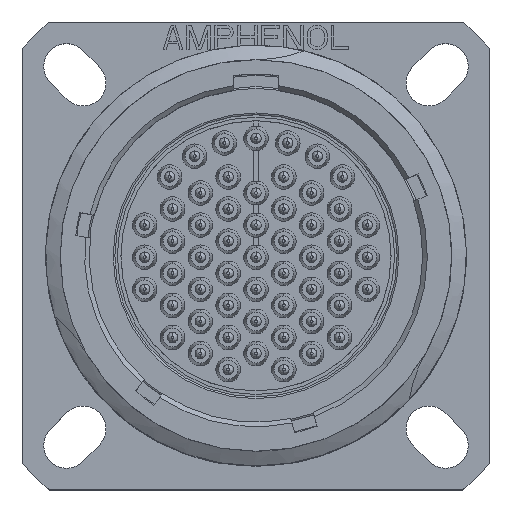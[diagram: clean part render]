
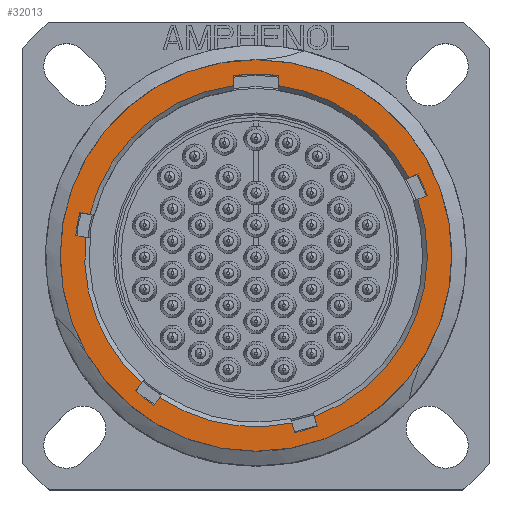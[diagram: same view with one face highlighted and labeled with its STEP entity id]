
A CAD part, top view. The second image highlights one B-rep face of the part: STEP entity #32013.
In plain terms, the highlighted planar face has unit normal (0, 0, 1).
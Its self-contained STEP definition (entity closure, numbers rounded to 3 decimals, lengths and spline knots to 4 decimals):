
#1=CARTESIAN_POINT('',(0.,0.,0.8175));
#2=DIRECTION('',(0.,0.,1.));
#3=DIRECTION('',(0.,1.,0.));
#4=AXIS2_PLACEMENT_3D('',#1,#2,#3);
#6=CARTESIAN_POINT('',(0.,0.,0.8175));
#7=DIRECTION('',(0.,0.,-1.));
#8=DIRECTION('',(0.,1.,0.));
#9=AXIS2_PLACEMENT_3D('',#6,#7,#8);
#11=DIRECTION('',(0.921,0.391,0.));
#12=VECTOR('',#11,0.0281);
#13=CARTESIAN_POINT('',(0.4282,0.2174,0.8175));
#14=LINE('',#13,#12);
#15=DIRECTION('',(0.,-1.,0.));
#16=VECTOR('',#15,0.0282);
#17=CARTESIAN_POINT('',(0.063,0.5043,0.8175));
#18=LINE('',#17,#16);
#19=CARTESIAN_POINT('',(0.,0.,0.8175));
#20=DIRECTION('',(0.,0.,-1.));
#21=DIRECTION('',(-0.124,0.992,0.));
#22=AXIS2_PLACEMENT_3D('',#19,#20,#21);
#24=DIRECTION('',(0.,1.,0.));
#25=VECTOR('',#24,0.0282);
#26=CARTESIAN_POINT('',(-0.063,0.4761,0.8175));
#27=LINE('',#26,#25);
#28=DIRECTION('',(0.985,-0.174,0.));
#29=VECTOR('',#28,0.0281);
#30=CARTESIAN_POINT('',(-0.4938,0.1203,0.8175));
#31=LINE('',#30,#29);
#32=CARTESIAN_POINT('',(0.,0.,0.8175));
#33=DIRECTION('',(0.,0.,-1.));
#34=DIRECTION('',(-0.994,0.11,0.));
#35=AXIS2_PLACEMENT_3D('',#32,#33,#34);
#37=DIRECTION('',(-0.985,0.174,0.));
#38=VECTOR('',#37,0.0281);
#39=CARTESIAN_POINT('',(-0.4775,0.0509,0.8175));
#40=LINE('',#39,#38);
#41=DIRECTION('',(0.616,0.788,0.));
#42=VECTOR('',#41,0.0281);
#43=CARTESIAN_POINT('',(-0.3381,-0.3795,0.8175));
#44=LINE('',#43,#42);
#45=CARTESIAN_POINT('',(0.,0.,0.8175));
#46=DIRECTION('',(0.,0.,-1.));
#47=DIRECTION('',(-0.564,-0.826,0.));
#48=AXIS2_PLACEMENT_3D('',#45,#46,#47);
#50=DIRECTION('',(-0.616,-0.788,0.));
#51=VECTOR('',#50,0.0281);
#52=CARTESIAN_POINT('',(-0.2692,-0.3977,0.8175));
#53=LINE('',#52,#51);
#54=DIRECTION('',(-0.276,0.961,0.));
#55=VECTOR('',#54,0.0281);
#56=CARTESIAN_POINT('',(0.1083,-0.4966,0.8175));
#57=LINE('',#56,#55);
#58=CARTESIAN_POINT('',(0.,0.,0.8175));
#59=DIRECTION('',(0.,0.,-1.));
#60=DIRECTION('',(0.337,-0.942,0.));
#61=AXIS2_PLACEMENT_3D('',#58,#59,#60);
#63=DIRECTION('',(0.276,-0.961,0.));
#64=VECTOR('',#63,0.0281);
#65=CARTESIAN_POINT('',(0.1635,-0.4515,0.8175));
#66=LINE('',#65,#64);
#67=DIRECTION('',(-0.921,-0.391,0.));
#68=VECTOR('',#67,0.0281);
#69=CARTESIAN_POINT('',(0.4797,0.168,0.8175));
#70=LINE('',#69,#68);
#71=CARTESIAN_POINT('',(0.,0.,0.8175));
#72=DIRECTION('',(0.,0.,-1.));
#73=DIRECTION('',(0.893,0.449,0.));
#74=AXIS2_PLACEMENT_3D('',#71,#72,#73);
#20416=CARTESIAN_POINT('',(0.,0.,0.8175));
#20417=DIRECTION('',(0.,0.,-1.));
#20418=DIRECTION('',(0.945,0.327,0.));
#20419=AXIS2_PLACEMENT_3D('',#20416,#20417,#20418);
#20470=CARTESIAN_POINT('',(0.,0.,0.8175));
#20471=DIRECTION('',(0.,0.,-1.));
#20472=DIRECTION('',(0.209,-0.978,0.));
#20473=AXIS2_PLACEMENT_3D('',#20470,#20471,#20472);
#20524=CARTESIAN_POINT('',(0.,0.,0.8175));
#20525=DIRECTION('',(0.,0.,-1.));
#20526=DIRECTION('',(-0.668,-0.744,0.));
#20527=AXIS2_PLACEMENT_3D('',#20524,#20525,#20526);
#20578=CARTESIAN_POINT('',(0.,0.,0.8175));
#20579=DIRECTION('',(0.,0.,-1.));
#20580=DIRECTION('',(-0.971,0.24,0.));
#20581=AXIS2_PLACEMENT_3D('',#20578,#20579,#20580);
#20637=CARTESIAN_POINT('',(0.,0.,0.8175));
#20638=DIRECTION('',(0.,0.,-1.));
#20639=DIRECTION('',(0.131,0.991,0.));
#20640=AXIS2_PLACEMENT_3D('',#20637,#20638,#20639);
#26981=CARTESIAN_POINT('',(-0.063,0.5043,0.8175));
#26983=VERTEX_POINT('',#26981);
#26985=CARTESIAN_POINT('',(0.063,0.5043,0.8175));
#26987=VERTEX_POINT('',#26985);
#26989=CARTESIAN_POINT('',(-0.5052,0.0558,0.8175));
#26991=VERTEX_POINT('',#26989);
#26992=CARTESIAN_POINT('',(-0.4938,0.1203,0.8175));
#26994=VERTEX_POINT('',#26992);
#26997=CARTESIAN_POINT('',(-0.2865,-0.4198,0.8175));
#26999=VERTEX_POINT('',#26997);
#27000=CARTESIAN_POINT('',(-0.3381,-0.3795,0.8175));
#27002=VERTEX_POINT('',#27000);
#27005=CARTESIAN_POINT('',(0.1713,-0.4785,0.8175));
#27007=VERTEX_POINT('',#27005);
#27008=CARTESIAN_POINT('',(0.1083,-0.4966,0.8175));
#27010=VERTEX_POINT('',#27008);
#27013=CARTESIAN_POINT('',(0.4541,0.2283,0.8175));
#27015=VERTEX_POINT('',#27013);
#27016=CARTESIAN_POINT('',(0.4797,0.168,0.8175));
#27018=VERTEX_POINT('',#27016);
#27223=CARTESIAN_POINT('',(-0.063,0.4761,0.8175));
#27224=VERTEX_POINT('',#27223);
#27225=CARTESIAN_POINT('',(0.063,0.4761,0.8175));
#27226=VERTEX_POINT('',#27225);
#27235=CARTESIAN_POINT('',(-0.4775,0.0509,0.8175));
#27236=VERTEX_POINT('',#27235);
#27237=CARTESIAN_POINT('',(-0.4662,0.1155,0.8175));
#27238=VERTEX_POINT('',#27237);
#27247=CARTESIAN_POINT('',(-0.2692,-0.3977,0.8175));
#27248=VERTEX_POINT('',#27247);
#27249=CARTESIAN_POINT('',(-0.3208,-0.3574,0.8175));
#27250=VERTEX_POINT('',#27249);
#27259=CARTESIAN_POINT('',(0.1635,-0.4515,0.8175));
#27260=VERTEX_POINT('',#27259);
#27261=CARTESIAN_POINT('',(0.1006,-0.4696,0.8175));
#27262=VERTEX_POINT('',#27261);
#27271=CARTESIAN_POINT('',(0.4282,0.2174,0.8175));
#27272=VERTEX_POINT('',#27271);
#27273=CARTESIAN_POINT('',(0.4538,0.1571,0.8175));
#27274=VERTEX_POINT('',#27273);
#27563=CARTESIAN_POINT('',(0.,-0.5488,0.8175));
#27564=VERTEX_POINT('',#27563);
#27869=CARTESIAN_POINT('',(0.,0.5488,0.8175));
#27870=VERTEX_POINT('',#27869);
#31960=CARTESIAN_POINT('',(0.,0.,0.8175));
#31961=DIRECTION('',(0.,0.,-1.));
#31962=DIRECTION('',(0.,-1.,0.));
#31963=AXIS2_PLACEMENT_3D('',#31960,#31961,#31962);
#31964=PLANE('',#31963);
#31966=ORIENTED_EDGE('',*,*,#31965,.F.);
#31968=ORIENTED_EDGE('',*,*,#31967,.T.);
#31969=EDGE_LOOP('',(#31966,#31968));
#31970=FACE_OUTER_BOUND('',#31969,.F.);
#31972=ORIENTED_EDGE('',*,*,#31971,.F.);
#31974=ORIENTED_EDGE('',*,*,#31973,.F.);
#31976=ORIENTED_EDGE('',*,*,#31975,.F.);
#31978=ORIENTED_EDGE('',*,*,#31977,.F.);
#31980=ORIENTED_EDGE('',*,*,#31979,.F.);
#31982=ORIENTED_EDGE('',*,*,#31981,.F.);
#31984=ORIENTED_EDGE('',*,*,#31983,.F.);
#31986=ORIENTED_EDGE('',*,*,#31985,.F.);
#31988=ORIENTED_EDGE('',*,*,#31987,.F.);
#31990=ORIENTED_EDGE('',*,*,#31989,.F.);
#31992=ORIENTED_EDGE('',*,*,#31991,.F.);
#31994=ORIENTED_EDGE('',*,*,#31993,.F.);
#31996=ORIENTED_EDGE('',*,*,#31995,.F.);
#31998=ORIENTED_EDGE('',*,*,#31997,.F.);
#32000=ORIENTED_EDGE('',*,*,#31999,.F.);
#32002=ORIENTED_EDGE('',*,*,#32001,.F.);
#32004=ORIENTED_EDGE('',*,*,#32003,.F.);
#32006=ORIENTED_EDGE('',*,*,#32005,.F.);
#32008=ORIENTED_EDGE('',*,*,#32007,.F.);
#32010=ORIENTED_EDGE('',*,*,#32009,.F.);
#32011=EDGE_LOOP('',(#31972,#31974,#31976,#31978,#31980,#31982,#31984,#31986,
#31988,#31990,#31992,#31994,#31996,#31998,#32000,#32002,#32004,#32006,#32008,
#32010));
#32012=FACE_BOUND('',#32011,.F.);
#32013=ADVANCED_FACE('',(#31970,#32012),#31964,.F.);
#5=CIRCLE('',#4,0.5488);
#10=CIRCLE('',#9,0.5488);
#23=CIRCLE('',#22,0.5083);
#36=CIRCLE('',#35,0.5083);
#49=CIRCLE('',#48,0.5083);
#62=CIRCLE('',#61,0.5083);
#75=CIRCLE('',#74,0.5083);
#20420=CIRCLE('',#20419,0.4803);
#20474=CIRCLE('',#20473,0.4803);
#20528=CIRCLE('',#20527,0.4803);
#20582=CIRCLE('',#20581,0.4803);
#20641=CIRCLE('',#20640,0.4803);
#31965=EDGE_CURVE('',#27870,#27564,#5,.T.);
#31967=EDGE_CURVE('',#27870,#27564,#10,.T.);
#31971=EDGE_CURVE('',#27272,#27015,#14,.T.);
#31973=EDGE_CURVE('',#27226,#27272,#20641,.T.);
#31975=EDGE_CURVE('',#26987,#27226,#18,.T.);
#31977=EDGE_CURVE('',#26983,#26987,#23,.T.);
#31979=EDGE_CURVE('',#27224,#26983,#27,.T.);
#31981=EDGE_CURVE('',#27238,#27224,#20582,.T.);
#31983=EDGE_CURVE('',#26994,#27238,#31,.T.);
#31985=EDGE_CURVE('',#26991,#26994,#36,.T.);
#31987=EDGE_CURVE('',#27236,#26991,#40,.T.);
#31989=EDGE_CURVE('',#27250,#27236,#20528,.T.);
#31991=EDGE_CURVE('',#27002,#27250,#44,.T.);
#31993=EDGE_CURVE('',#26999,#27002,#49,.T.);
#31995=EDGE_CURVE('',#27248,#26999,#53,.T.);
#31997=EDGE_CURVE('',#27262,#27248,#20474,.T.);
#31999=EDGE_CURVE('',#27010,#27262,#57,.T.);
#32001=EDGE_CURVE('',#27007,#27010,#62,.T.);
#32003=EDGE_CURVE('',#27260,#27007,#66,.T.);
#32005=EDGE_CURVE('',#27274,#27260,#20420,.T.);
#32007=EDGE_CURVE('',#27018,#27274,#70,.T.);
#32009=EDGE_CURVE('',#27015,#27018,#75,.T.);
